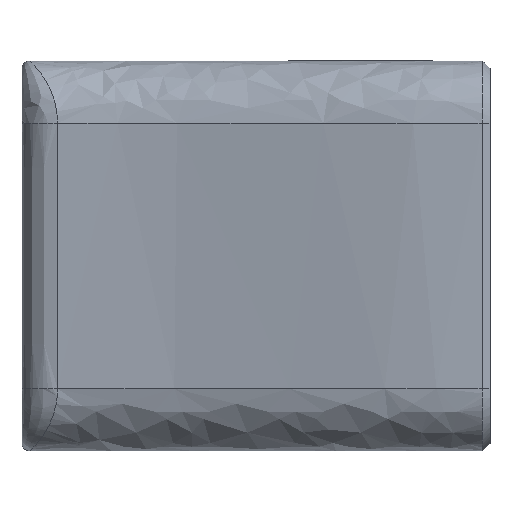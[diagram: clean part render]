
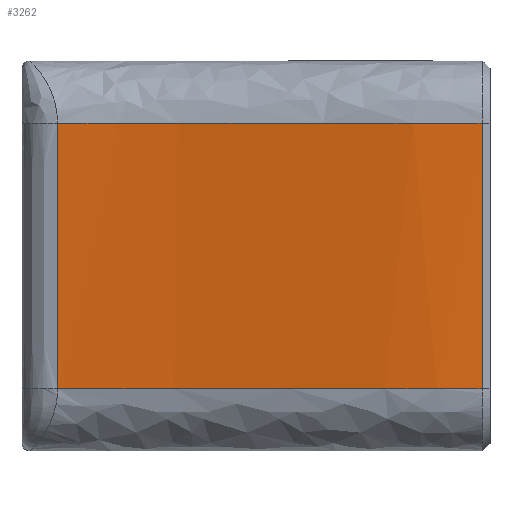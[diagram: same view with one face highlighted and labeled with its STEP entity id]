
A CAD part, left-side view. The second image highlights one B-rep face of the part: STEP entity #3262.
In plain terms, the highlighted free-form (B-spline) face has degree [3, 1] with [4, 2] control points.
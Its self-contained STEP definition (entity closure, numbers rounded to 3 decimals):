
#3 = ORIENTED_EDGE ( 'NONE', *, *, #3216, .T. ) ;
#21 = CARTESIAN_POINT ( 'NONE',  ( 7.426, 39.459, -17. ) ) ;
#116 = ORIENTED_EDGE ( 'NONE', *, *, #2659, .T. ) ;
#129 = CARTESIAN_POINT ( 'NONE',  ( 0.318, 16.552, -17. ) ) ;
#159 = CARTESIAN_POINT ( 'NONE',  ( 6.001, 32.694, 17. ) ) ;
#167 = CARTESIAN_POINT ( 'NONE',  ( 0.01, 1.02, -17. ) ) ;
#294 = VERTEX_POINT ( 'NONE', #1392 ) ;
#362 = CARTESIAN_POINT ( 'NONE',  ( 7.528, 31.178, -17. ) ) ;
#438 = CARTESIAN_POINT ( 'NONE',  ( 0.033, 2.179, 17. ) ) ;
#445 = CARTESIAN_POINT ( 'NONE',  ( 7.426, 39.46, 17. ) ) ;
#603 = CARTESIAN_POINT ( 'NONE',  ( 0.413, 6.792, -17. ) ) ;
#620 = CARTESIAN_POINT ( 'NONE',  ( 0.095, 3.334, -17. ) ) ;
#629 = VERTEX_POINT ( 'NONE', #2057 ) ;
#671 = CARTESIAN_POINT ( 'NONE',  ( 0.01, 1.02, -17. ) ) ;
#680 = CARTESIAN_POINT ( 'NONE',  ( 0.285, 5.647, 17. ) ) ;
#884 = CARTESIAN_POINT ( 'NONE',  ( 0.01, 1.02, 17. ) ) ;
#953 = CARTESIAN_POINT ( 'NONE',  ( 0.878, 10.224, 17. ) ) ;
#1084 = ORIENTED_EDGE ( 'NONE', *, *, #3383, .T. ) ;
#1114 = CARTESIAN_POINT ( 'NONE',  ( 1.293, 12.487, -17. ) ) ;
#1151 = B_SPLINE_SURFACE_WITH_KNOTS ( 'NONE', 3, 1, ( 
 ( #1748, #1446 ),
 ( #362, #3429 ),
 ( #129, #2031 ),
 ( #671, #884 ) ),
 .UNSPECIFIED., .F., .F., .F.,
 ( 4, 4 ),
 ( 2, 2 ),
 ( 0.056, 0.98 ),
 ( 0., 1. ),
 .UNSPECIFIED. ) ;
#1224 = CARTESIAN_POINT ( 'NONE',  ( 2.237, 16.999, 17. ) ) ;
#1257 = CARTESIAN_POINT ( 'NONE',  ( 8.595, 46.28, 17. ) ) ;
#1378 = CARTESIAN_POINT ( 'NONE',  ( 6.001, 32.693, -17. ) ) ;
#1392 = CARTESIAN_POINT ( 'NONE',  ( 9.667, 55.439, 17. ) ) ;
#1404 = CARTESIAN_POINT ( 'NONE',  ( 8.236, 43.998, -17. ) ) ;
#1444 = EDGE_CURVE ( 'NONE', #629, #1822, #1841, .T. ) ;
#1446 = CARTESIAN_POINT ( 'NONE',  ( 9.667, 55.439, 17. ) ) ;
#1496 = CARTESIAN_POINT ( 'NONE',  ( 3.848, 23.726, 17. ) ) ;
#1522 = CARTESIAN_POINT ( 'NONE',  ( 0.01, 1.02, 17. ) ) ;
#1558 = CARTESIAN_POINT ( 'NONE',  ( 9.21, 50.851, 17. ) ) ;
#1626 = CARTESIAN_POINT ( 'NONE',  ( 9.667, 55.439, 17. ) ) ;
#1666 = CARTESIAN_POINT ( 'NONE',  ( 9.209, 50.851, -17. ) ) ;
#1682 = CARTESIAN_POINT ( 'NONE',  ( 6.974, 37.198, -17. ) ) ;
#1748 = CARTESIAN_POINT ( 'NONE',  ( 9.667, 55.439, -17. ) ) ;
#1811 = VERTEX_POINT ( 'NONE', #1944 ) ;
#1822 = VERTEX_POINT ( 'NONE', #3389 ) ;
#1841 = LINE ( 'NONE', #167, #1931 ) ;
#1844 = CARTESIAN_POINT ( 'NONE',  ( 9.465, 53.142, 17. ) ) ;
#1931 = VECTOR ( 'NONE', #2357, 1000. ) ;
#1941 = CARTESIAN_POINT ( 'NONE',  ( 2.237, 16.997, -17. ) ) ;
#1944 = CARTESIAN_POINT ( 'NONE',  ( 9.667, 55.439, -17. ) ) ;
#1957 = CARTESIAN_POINT ( 'NONE',  ( 9.465, 53.142, -17. ) ) ;
#2031 = CARTESIAN_POINT ( 'NONE',  ( 0.318, 16.552, 17. ) ) ;
#2057 = CARTESIAN_POINT ( 'NONE',  ( 0.01, 1.018, -17. ) ) ;
#2066 = CARTESIAN_POINT ( 'NONE',  ( 4.402, 25.965, 17. ) ) ;
#2075 = CARTESIAN_POINT ( 'NONE',  ( 6.975, 37.2, 17. ) ) ;
#2111 = CARTESIAN_POINT ( 'NONE',  ( 8.236, 43.999, 17. ) ) ;
#2203 = CARTESIAN_POINT ( 'NONE',  ( 9.667, 55.439, -17. ) ) ;
#2214 = CARTESIAN_POINT ( 'NONE',  ( 9.667, 55.439, -17. ) ) ;
#2226 = ORIENTED_EDGE ( 'NONE', *, *, #1444, .T. ) ;
#2229 = CARTESIAN_POINT ( 'NONE',  ( 4.402, 25.963, -17. ) ) ;
#2256 = CARTESIAN_POINT ( 'NONE',  ( 5.479, 30.447, -17. ) ) ;
#2336 = CARTESIAN_POINT ( 'NONE',  ( 0.095, 3.337, 17. ) ) ;
#2357 = DIRECTION ( 'NONE',  ( 0., 0., 1. ) ) ;
#2515 = CARTESIAN_POINT ( 'NONE',  ( 8.595, 46.279, -17. ) ) ;
#2524 = CARTESIAN_POINT ( 'NONE',  ( 3.847, 23.724, -17. ) ) ;
#2625 = CARTESIAN_POINT ( 'NONE',  ( 0.413, 6.795, 17. ) ) ;
#2659 = EDGE_CURVE ( 'NONE', #1822, #294, #3169, .T. ) ;
#2703 = CARTESIAN_POINT ( 'NONE',  ( 9.667, 55.439, 17. ) ) ;
#2909 = CARTESIAN_POINT ( 'NONE',  ( 1.294, 12.49, 17. ) ) ;
#2950 = B_SPLINE_CURVE_WITH_KNOTS ( 'NONE', 3,
 ( #2214, #1957, #1666, #2515, #1404, #21, #1682, #1378, #2256, #2229, #2524, #3351, #1941, #1114, #3080, #603, #3404, #620, #3130, #3439 ),
 .UNSPECIFIED., .F., .F.,
 ( 4, 2, 2, 2, 2, 2, 2, 2, 2, 4 ),
 ( 0.005, 0.011, 0.018, 0.025, 0.032, 0.039, 0.046, 0.053, 0.056, 0.06 ),
 .UNSPECIFIED. ) ;
#3075 = EDGE_LOOP ( 'NONE', ( #116, #1084, #3, #2226 ) ) ;
#3080 = CARTESIAN_POINT ( 'NONE',  ( 0.877, 10.221, -17. ) ) ;
#3130 = CARTESIAN_POINT ( 'NONE',  ( 0.033, 2.175, -17. ) ) ;
#3169 = B_SPLINE_CURVE_WITH_KNOTS ( 'NONE', 3,
 ( #1522, #438, #2336, #680, #2625, #953, #2909, #1224, #3182, #1496, #2066, #3194, #159, #2075, #445, #2111, #1257, #1558, #1844, #2703 ),
 .UNSPECIFIED., .F., .F.,
 ( 4, 2, 2, 2, 2, 2, 2, 2, 2, 4 ),
 ( 0.001, 0.004, 0.008, 0.015, 0.022, 0.029, 0.036, 0.043, 0.05, 0.057 ),
 .UNSPECIFIED. ) ;
#3182 = CARTESIAN_POINT ( 'NONE',  ( 2.765, 19.243, 17. ) ) ;
#3194 = CARTESIAN_POINT ( 'NONE',  ( 5.479, 30.449, 17. ) ) ;
#3216 = EDGE_CURVE ( 'NONE', #1811, #629, #2950, .T. ) ;
#3262 = ADVANCED_FACE ( 'NONE', ( #3587 ), #1151, .T. ) ;
#3351 = CARTESIAN_POINT ( 'NONE',  ( 2.765, 19.241, -17. ) ) ;
#3383 = EDGE_CURVE ( 'NONE', #294, #1811, #3478, .T. ) ;
#3389 = CARTESIAN_POINT ( 'NONE',  ( 0.01, 1.02, 17. ) ) ;
#3404 = CARTESIAN_POINT ( 'NONE',  ( 0.285, 5.644, -17. ) ) ;
#3429 = CARTESIAN_POINT ( 'NONE',  ( 7.528, 31.178, 17. ) ) ;
#3439 = CARTESIAN_POINT ( 'NONE',  ( 0.01, 1.018, -17. ) ) ;
#3478 = B_SPLINE_CURVE_WITH_KNOTS ( 'NONE', 1,
 ( #1626, #2203 ),
 .UNSPECIFIED., .F., .F.,
 ( 2, 2 ),
 ( 0., 1. ),
 .UNSPECIFIED. ) ;
#3587 = FACE_OUTER_BOUND ( 'NONE', #3075, .T. ) ;
